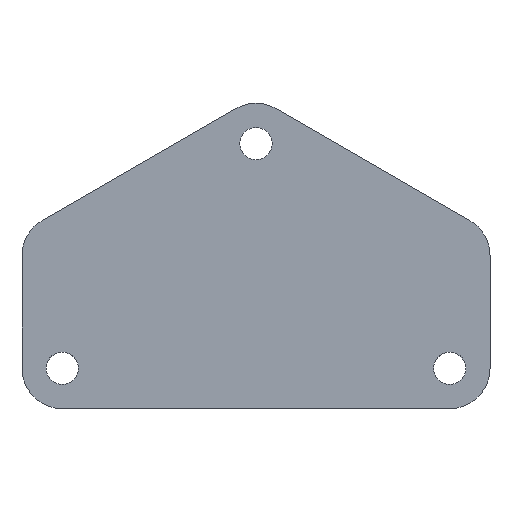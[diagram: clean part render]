
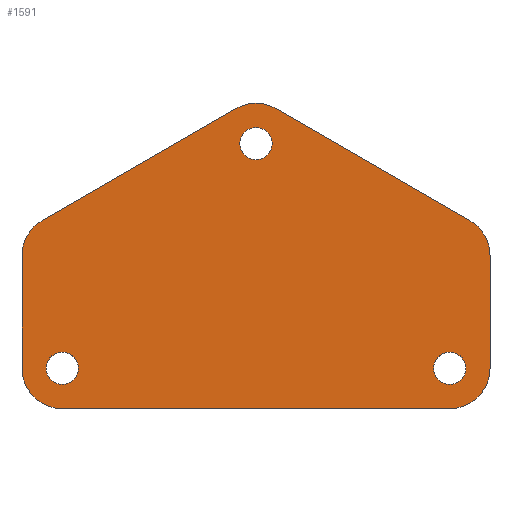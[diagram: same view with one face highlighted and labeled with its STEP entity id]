
A CAD part, top view. The second image highlights one B-rep face of the part: STEP entity #1591.
In plain terms, the highlighted planar face has unit normal (0, 0, 1).
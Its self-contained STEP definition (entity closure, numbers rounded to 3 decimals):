
#832 = VERTEX_POINT('',#833);
#833 = CARTESIAN_POINT('',(-35.,-9.,40.5));
#839 = EDGE_CURVE('',#832,#840,#842,.T.);
#840 = VERTEX_POINT('',#841);
#841 = CARTESIAN_POINT('',(-35.,5.,40.5));
#842 = LINE('',#843,#844);
#843 = CARTESIAN_POINT('',(-35.,-9.,40.5));
#844 = VECTOR('',#845,1.);
#845 = DIRECTION('',(0.,1.,0.));
#1045 = EDGE_CURVE('',#832,#1046,#1048,.T.);
#1046 = VERTEX_POINT('',#1047);
#1047 = CARTESIAN_POINT('',(-30.,-14.,40.5));
#1048 = CIRCLE('',#1049,5.);
#1049 = AXIS2_PLACEMENT_3D('',#1050,#1051,#1052);
#1050 = CARTESIAN_POINT('',(-30.,-9.,40.5));
#1051 = DIRECTION('',(0.,0.,1.));
#1052 = DIRECTION('',(-1.,0.,0.));
#1088 = EDGE_CURVE('',#1089,#1046,#1091,.T.);
#1089 = VERTEX_POINT('',#1090);
#1090 = CARTESIAN_POINT('',(18.,-14.,40.5));
#1091 = LINE('',#1092,#1093);
#1092 = CARTESIAN_POINT('',(18.,-14.,40.5));
#1093 = VECTOR('',#1094,1.);
#1094 = DIRECTION('',(-1.,0.,0.));
#1123 = EDGE_CURVE('',#1089,#1124,#1126,.T.);
#1124 = VERTEX_POINT('',#1125);
#1125 = CARTESIAN_POINT('',(23.,-9.,40.5));
#1126 = CIRCLE('',#1127,5.);
#1127 = AXIS2_PLACEMENT_3D('',#1128,#1129,#1130);
#1128 = CARTESIAN_POINT('',(18.,-9.,40.5));
#1129 = DIRECTION('',(0.,0.,1.));
#1130 = DIRECTION('',(-1.,0.,0.));
#1148 = EDGE_CURVE('',#1149,#840,#1151,.T.);
#1149 = VERTEX_POINT('',#1150);
#1150 = CARTESIAN_POINT('',(-32.5,9.33,40.5));
#1151 = CIRCLE('',#1152,5.);
#1152 = AXIS2_PLACEMENT_3D('',#1153,#1154,#1155);
#1153 = CARTESIAN_POINT('',(-30.,5.,40.5));
#1154 = DIRECTION('',(0.,0.,1.));
#1155 = DIRECTION('',(-1.,0.,0.));
#1176 = VERTEX_POINT('',#1177);
#1177 = CARTESIAN_POINT('',(23.,5.,40.5));
#1183 = EDGE_CURVE('',#1176,#1124,#1184,.T.);
#1184 = LINE('',#1185,#1186);
#1185 = CARTESIAN_POINT('',(23.,5.,40.5));
#1186 = VECTOR('',#1187,1.);
#1187 = DIRECTION('',(0.,-1.,0.));
#1197 = EDGE_CURVE('',#1198,#1149,#1200,.T.);
#1198 = VERTEX_POINT('',#1199);
#1199 = CARTESIAN_POINT('',(-8.5,23.187,40.5));
#1200 = LINE('',#1201,#1202);
#1201 = CARTESIAN_POINT('',(-8.5,23.187,40.5));
#1202 = VECTOR('',#1203,1.);
#1203 = DIRECTION('',(-0.866,-0.5,0.));
#1221 = EDGE_CURVE('',#1176,#1222,#1224,.T.);
#1222 = VERTEX_POINT('',#1223);
#1223 = CARTESIAN_POINT('',(20.5,9.33,40.5));
#1224 = CIRCLE('',#1225,5.);
#1225 = AXIS2_PLACEMENT_3D('',#1226,#1227,#1228);
#1226 = CARTESIAN_POINT('',(18.,5.,40.5));
#1227 = DIRECTION('',(0.,0.,1.));
#1228 = DIRECTION('',(-1.,0.,0.));
#1246 = EDGE_CURVE('',#1247,#1198,#1249,.T.);
#1247 = VERTEX_POINT('',#1248);
#1248 = CARTESIAN_POINT('',(-3.5,23.187,40.5));
#1249 = CIRCLE('',#1250,5.);
#1250 = AXIS2_PLACEMENT_3D('',#1251,#1252,#1253);
#1251 = CARTESIAN_POINT('',(-6.,18.856,40.5));
#1252 = DIRECTION('',(0.,0.,1.));
#1253 = DIRECTION('',(-1.,0.,0.));
#1271 = EDGE_CURVE('',#1222,#1247,#1272,.T.);
#1272 = LINE('',#1273,#1274);
#1273 = CARTESIAN_POINT('',(20.5,9.33,40.5));
#1274 = VECTOR('',#1275,1.);
#1275 = DIRECTION('',(-0.866,0.5,0.));
#1591 = ADVANCED_FACE('',(#1592,#1604,#1615,#1626),#1637,.T.);
#1592 = FACE_BOUND('',#1593,.T.);
#1593 = EDGE_LOOP('',(#1594,#1595,#1596,#1597,#1598,#1599,#1600,#1601,
    #1602,#1603));
#1594 = ORIENTED_EDGE('',*,*,#1148,.T.);
#1595 = ORIENTED_EDGE('',*,*,#839,.F.);
#1596 = ORIENTED_EDGE('',*,*,#1045,.T.);
#1597 = ORIENTED_EDGE('',*,*,#1088,.F.);
#1598 = ORIENTED_EDGE('',*,*,#1123,.T.);
#1599 = ORIENTED_EDGE('',*,*,#1183,.F.);
#1600 = ORIENTED_EDGE('',*,*,#1221,.T.);
#1601 = ORIENTED_EDGE('',*,*,#1271,.T.);
#1602 = ORIENTED_EDGE('',*,*,#1246,.T.);
#1603 = ORIENTED_EDGE('',*,*,#1197,.T.);
#1604 = FACE_BOUND('',#1605,.T.);
#1605 = EDGE_LOOP('',(#1606));
#1606 = ORIENTED_EDGE('',*,*,#1607,.F.);
#1607 = EDGE_CURVE('',#1608,#1608,#1610,.T.);
#1608 = VERTEX_POINT('',#1609);
#1609 = CARTESIAN_POINT('',(-32.,-9.,40.5));
#1610 = CIRCLE('',#1611,2.);
#1611 = AXIS2_PLACEMENT_3D('',#1612,#1613,#1614);
#1612 = CARTESIAN_POINT('',(-30.,-9.,40.5));
#1613 = DIRECTION('',(0.,0.,1.));
#1614 = DIRECTION('',(-1.,0.,0.));
#1615 = FACE_BOUND('',#1616,.T.);
#1616 = EDGE_LOOP('',(#1617));
#1617 = ORIENTED_EDGE('',*,*,#1618,.F.);
#1618 = EDGE_CURVE('',#1619,#1619,#1621,.T.);
#1619 = VERTEX_POINT('',#1620);
#1620 = CARTESIAN_POINT('',(-8.,18.856,40.5));
#1621 = CIRCLE('',#1622,2.);
#1622 = AXIS2_PLACEMENT_3D('',#1623,#1624,#1625);
#1623 = CARTESIAN_POINT('',(-6.,18.856,40.5));
#1624 = DIRECTION('',(0.,0.,1.));
#1625 = DIRECTION('',(-1.,0.,0.));
#1626 = FACE_BOUND('',#1627,.T.);
#1627 = EDGE_LOOP('',(#1628));
#1628 = ORIENTED_EDGE('',*,*,#1629,.F.);
#1629 = EDGE_CURVE('',#1630,#1630,#1632,.T.);
#1630 = VERTEX_POINT('',#1631);
#1631 = CARTESIAN_POINT('',(16.,-9.,40.5));
#1632 = CIRCLE('',#1633,2.);
#1633 = AXIS2_PLACEMENT_3D('',#1634,#1635,#1636);
#1634 = CARTESIAN_POINT('',(18.,-9.,40.5));
#1635 = DIRECTION('',(0.,0.,1.));
#1636 = DIRECTION('',(-1.,0.,0.));
#1637 = PLANE('',#1638);
#1638 = AXIS2_PLACEMENT_3D('',#1639,#1640,#1641);
#1639 = CARTESIAN_POINT('',(-6.,1.136,40.5));
#1640 = DIRECTION('',(0.,0.,1.));
#1641 = DIRECTION('',(0.,-1.,0.));
